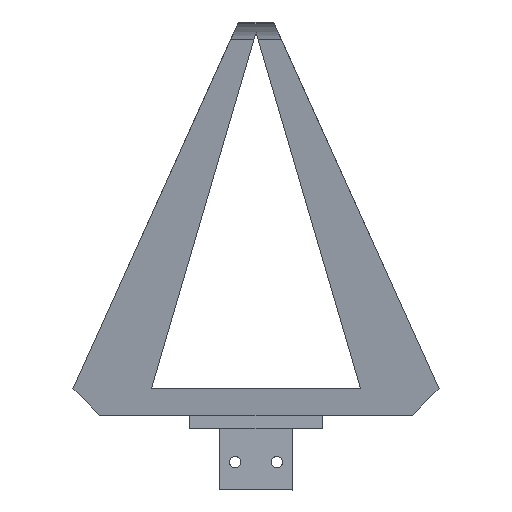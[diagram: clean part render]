
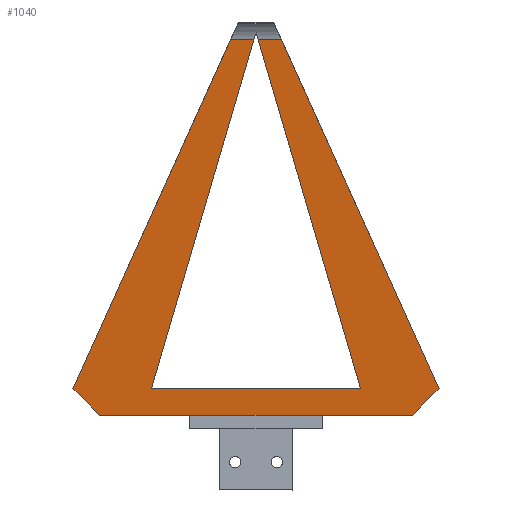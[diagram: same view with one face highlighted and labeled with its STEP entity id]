
A CAD part, front view. The second image highlights one B-rep face of the part: STEP entity #1040.
In plain terms, the highlighted planar face has unit normal (0, -0.993, -0.115).
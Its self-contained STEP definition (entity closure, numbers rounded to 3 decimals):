
#2 = CARTESIAN_POINT ( 'NONE',  ( -7.257, 17.1, 115.75 ) ) ;
#8 = ORIENTED_EDGE ( 'NONE', *, *, #1681, .F. ) ;
#25 = EDGE_CURVE ( 'NONE', #442, #182, #268, .T. ) ;
#28 = ORIENTED_EDGE ( 'NONE', *, *, #2116, .T. ) ;
#37 = ORIENTED_EDGE ( 'NONE', *, *, #235, .T. ) ;
#98 = CARTESIAN_POINT ( 'NONE',  ( -0.587, 17.1, 115.75 ) ) ;
#113 = EDGE_CURVE ( 'NONE', #198, #182, #245, .T. ) ;
#139 = ORIENTED_EDGE ( 'NONE', *, *, #1993, .F. ) ;
#168 = DIRECTION ( 'NONE',  ( -1., 0., 0. ) ) ;
#182 = VERTEX_POINT ( 'NONE', #1340 ) ;
#198 = VERTEX_POINT ( 'NONE', #1167 ) ;
#235 = EDGE_CURVE ( 'NONE', #770, #299, #845, .T. ) ;
#240 = ORIENTED_EDGE ( 'NONE', *, *, #1124, .T. ) ;
#245 = LINE ( 'NONE', #399, #1482 ) ;
#268 = LINE ( 'NONE', #1662, #1704 ) ;
#271 = VERTEX_POINT ( 'NONE', #2 ) ;
#276 = PLANE ( 'NONE',  #1690 ) ;
#282 = VECTOR ( 'NONE', #516, 1000. ) ;
#288 = ORIENTED_EDGE ( 'NONE', *, *, #25, .T. ) ;
#299 = VERTEX_POINT ( 'NONE', #2107 ) ;
#315 = LINE ( 'NONE', #327, #1148 ) ;
#326 = LINE ( 'NONE', #1053, #1384 ) ;
#327 = CARTESIAN_POINT ( 'NONE',  ( 0., 28.73, 15.5 ) ) ;
#348 = CARTESIAN_POINT ( 'NONE',  ( -52.5, 29.6, 8. ) ) ;
#352 = DIRECTION ( 'NONE',  ( -0.28, 0.111, -0.954 ) ) ;
#364 = ORIENTED_EDGE ( 'NONE', *, *, #2006, .F. ) ;
#382 = CARTESIAN_POINT ( 'NONE',  ( -31.04, 29.141, 11.954 ) ) ;
#399 = CARTESIAN_POINT ( 'NONE',  ( 20.118, 32.487, -16.882 ) ) ;
#400 = DIRECTION ( 'NONE',  ( -0.705, -0.082, 0.705 ) ) ;
#401 = CARTESIAN_POINT ( 'NONE',  ( -30., 28.73, 15.5 ) ) ;
#442 = VERTEX_POINT ( 'NONE', #808 ) ;
#453 = CARTESIAN_POINT ( 'NONE',  ( -52.5, 28.73, 15.5 ) ) ;
#493 = EDGE_CURVE ( 'NONE', #442, #299, #326, .T. ) ;
#499 = DIRECTION ( 'NONE',  ( 0.28, 0.111, -0.954 ) ) ;
#516 = DIRECTION ( 'NONE',  ( 1., 0., 0. ) ) ;
#544 = VERTEX_POINT ( 'NONE', #2093 ) ;
#579 = ORIENTED_EDGE ( 'NONE', *, *, #1437, .T. ) ;
#637 = LINE ( 'NONE', #1369, #1853 ) ;
#718 = CARTESIAN_POINT ( 'NONE',  ( 0.587, 17.1, 115.75 ) ) ;
#736 = VECTOR ( 'NONE', #352, 1000. ) ;
#763 = LINE ( 'NONE', #1463, #920 ) ;
#770 = VERTEX_POINT ( 'NONE', #2240 ) ;
#808 = CARTESIAN_POINT ( 'NONE',  ( 19.05, 29.6, 8. ) ) ;
#845 = LINE ( 'NONE', #348, #282 ) ;
#865 = ORIENTED_EDGE ( 'NONE', *, *, #937, .F. ) ;
#883 = EDGE_CURVE ( 'NONE', #1852, #1693, #1282, .T. ) ;
#920 = VECTOR ( 'NONE', #1487, 1000. ) ;
#936 = DIRECTION ( 'NONE',  ( 0.409, -0.105, 0.906 ) ) ;
#937 = EDGE_CURVE ( 'NONE', #770, #1401, #1123, .T. ) ;
#1040 = ADVANCED_FACE ( 'NONE', ( #1485 ), #276, .F. ) ;
#1047 = ORIENTED_EDGE ( 'NONE', *, *, #493, .F. ) ;
#1053 = CARTESIAN_POINT ( 'NONE',  ( 0., 29.6, 8. ) ) ;
#1123 = LINE ( 'NONE', #1967, #2138 ) ;
#1124 = EDGE_CURVE ( 'NONE', #198, #1693, #637, .T. ) ;
#1148 = VECTOR ( 'NONE', #168, 1000. ) ;
#1164 = DIRECTION ( 'NONE',  ( -0.409, -0.105, 0.906 ) ) ;
#1167 = CARTESIAN_POINT ( 'NONE',  ( 52.5, 28.73, 15.5 ) ) ;
#1248 = LINE ( 'NONE', #382, #736 ) ;
#1263 = VECTOR ( 'NONE', #499, 1000. ) ;
#1282 = LINE ( 'NONE', #1651, #1333 ) ;
#1313 = CARTESIAN_POINT ( 'NONE',  ( -52.5, 29.6, 8. ) ) ;
#1333 = VECTOR ( 'NONE', #1979, 1000. ) ;
#1340 = CARTESIAN_POINT ( 'NONE',  ( 45., 29.6, 8. ) ) ;
#1347 = VERTEX_POINT ( 'NONE', #98 ) ;
#1369 = CARTESIAN_POINT ( 'NONE',  ( 48.424, 27.682, 24.532 ) ) ;
#1384 = VECTOR ( 'NONE', #2255, 1000. ) ;
#1401 = VERTEX_POINT ( 'NONE', #453 ) ;
#1437 = EDGE_CURVE ( 'NONE', #1852, #544, #1517, .T. ) ;
#1463 = CARTESIAN_POINT ( 'NONE',  ( -52.5, 17.1, 115.75 ) ) ;
#1482 = VECTOR ( 'NONE', #2142, 1000. ) ;
#1485 = FACE_OUTER_BOUND ( 'NONE', #1812, .T. ) ;
#1487 = DIRECTION ( 'NONE',  ( 1., 0., 0. ) ) ;
#1517 = LINE ( 'NONE', #1734, #1263 ) ;
#1620 = VECTOR ( 'NONE', #936, 1000. ) ;
#1651 = CARTESIAN_POINT ( 'NONE',  ( -52.5, 17.1, 115.75 ) ) ;
#1662 = CARTESIAN_POINT ( 'NONE',  ( -52.5, 29.6, 8. ) ) ;
#1681 = EDGE_CURVE ( 'NONE', #1347, #1790, #1248, .T. ) ;
#1690 = AXIS2_PLACEMENT_3D ( 'NONE', #1313, #2012, #1905 ) ;
#1693 = VERTEX_POINT ( 'NONE', #1937 ) ;
#1703 = ORIENTED_EDGE ( 'NONE', *, *, #113, .F. ) ;
#1704 = VECTOR ( 'NONE', #1990, 1000. ) ;
#1734 = CARTESIAN_POINT ( 'NONE',  ( 31.04, 29.141, 11.954 ) ) ;
#1735 = ORIENTED_EDGE ( 'NONE', *, *, #883, .F. ) ;
#1790 = VERTEX_POINT ( 'NONE', #401 ) ;
#1812 = EDGE_LOOP ( 'NONE', ( #865, #37, #1047, #288, #1703, #240, #1735, #579, #28, #8, #139, #364 ) ) ;
#1819 = CARTESIAN_POINT ( 'NONE',  ( -48.424, 27.682, 24.532 ) ) ;
#1852 = VERTEX_POINT ( 'NONE', #718 ) ;
#1853 = VECTOR ( 'NONE', #1164, 1000. ) ;
#1905 = DIRECTION ( 'NONE',  ( 0., -0.115, 0.993 ) ) ;
#1937 = CARTESIAN_POINT ( 'NONE',  ( 7.257, 17.1, 115.75 ) ) ;
#1967 = CARTESIAN_POINT ( 'NONE',  ( -20.118, 32.487, -16.882 ) ) ;
#1979 = DIRECTION ( 'NONE',  ( 1., 0., 0. ) ) ;
#1990 = DIRECTION ( 'NONE',  ( 1., 0., 0. ) ) ;
#1993 = EDGE_CURVE ( 'NONE', #271, #1347, #763, .T. ) ;
#2002 = LINE ( 'NONE', #1819, #1620 ) ;
#2006 = EDGE_CURVE ( 'NONE', #1401, #271, #2002, .T. ) ;
#2012 = DIRECTION ( 'NONE',  ( 0., 0.993, 0.115 ) ) ;
#2093 = CARTESIAN_POINT ( 'NONE',  ( 30., 28.73, 15.5 ) ) ;
#2107 = CARTESIAN_POINT ( 'NONE',  ( -19.05, 29.6, 8. ) ) ;
#2116 = EDGE_CURVE ( 'NONE', #544, #1790, #315, .T. ) ;
#2138 = VECTOR ( 'NONE', #400, 1000. ) ;
#2142 = DIRECTION ( 'NONE',  ( -0.705, 0.082, -0.705 ) ) ;
#2240 = CARTESIAN_POINT ( 'NONE',  ( -45., 29.6, 8. ) ) ;
#2255 = DIRECTION ( 'NONE',  ( -1., 0., 0. ) ) ;
